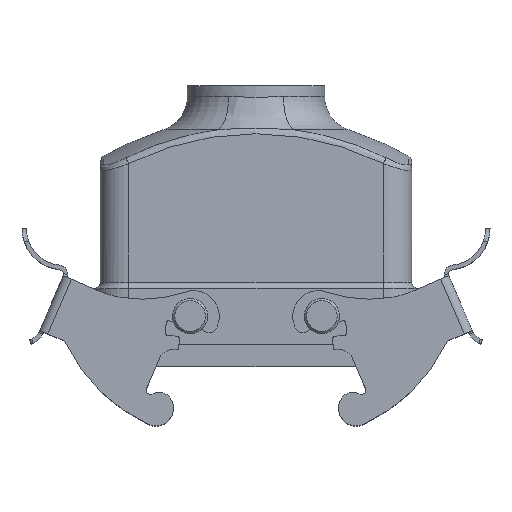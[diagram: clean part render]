
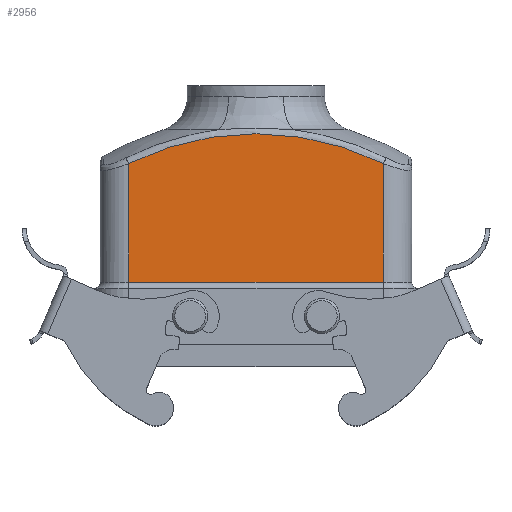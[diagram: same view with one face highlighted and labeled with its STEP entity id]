
A CAD part, top view. The second image highlights one B-rep face of the part: STEP entity #2956.
In plain terms, the highlighted planar face has unit normal (0, 0, 1).
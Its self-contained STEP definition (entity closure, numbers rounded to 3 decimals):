
#267 = VERTEX_POINT ( 'NONE', #1323 ) ;
#304 = VERTEX_POINT ( 'NONE', #1291 ) ;
#318 = VERTEX_POINT ( 'NONE', #1155 ) ;
#332 = VERTEX_POINT ( 'NONE', #1247 ) ;
#485 = FACE_OUTER_BOUND ( 'NONE', #2896, .T. ) ;
#1155 = CARTESIAN_POINT ( 'NONE',  ( -29., 41.248, 20.5 ) ) ;
#1247 = CARTESIAN_POINT ( 'NONE',  ( 29., 14.25, 20.5 ) ) ;
#1291 = CARTESIAN_POINT ( 'NONE',  ( -29., 14.25, 20.5 ) ) ;
#1323 = CARTESIAN_POINT ( 'NONE',  ( 29., 41.248, 20.5 ) ) ;
#2896 = EDGE_LOOP ( 'NONE', ( #3644, #3646, #3645, #3647 ) ) ;
#2956 = ADVANCED_FACE ( 'NONE', ( #485 ), #7053, .F. ) ;
#3644 = ORIENTED_EDGE ( 'NONE', *, *, #6917, .T. ) ;
#3645 = ORIENTED_EDGE ( 'NONE', *, *, #6920, .F. ) ;
#3646 = ORIENTED_EDGE ( 'NONE', *, *, #6919, .T. ) ;
#3647 = ORIENTED_EDGE ( 'NONE', *, *, #6921, .T. ) ;
#6020 = CARTESIAN_POINT ( 'NONE',  ( -29., 38.5, 20.5 ) ) ;
#6021 = DIRECTION ( 'NONE',  ( 0., -1., 0. ) ) ;
#6046 = CARTESIAN_POINT ( 'NONE',  ( 29., 14.25, 20.5 ) ) ;
#6047 = DIRECTION ( 'NONE',  ( 1., 0., 0. ) ) ;
#6048 = CARTESIAN_POINT ( 'NONE',  ( 29., 38.5, 20.5 ) ) ;
#6049 = DIRECTION ( 'NONE',  ( 0., -1., 0. ) ) ;
#6050 = CARTESIAN_POINT ( 'NONE',  ( 0., -17.252, 20.5 ) ) ;
#6051 = DIRECTION ( 'NONE',  ( 0., 0., 1. ) ) ;
#6052 = DIRECTION ( 'NONE',  ( -1., 0., 0. ) ) ;
#6917 = EDGE_CURVE ( 'NONE', #318, #304, #10700, .T. ) ;
#6919 = EDGE_CURVE ( 'NONE', #304, #332, #10701, .T. ) ;
#6920 = EDGE_CURVE ( 'NONE', #267, #332, #10702, .T. ) ;
#6921 = EDGE_CURVE ( 'NONE', #267, #318, #10624, .T. ) ;
#7053 = PLANE ( 'NONE',  #7893 ) ;
#7054 = CARTESIAN_POINT ( 'NONE',  ( 29., 38.5, 20.5 ) ) ;
#7055 = DIRECTION ( 'NONE',  ( 0., 0., -1. ) ) ;
#7056 = DIRECTION ( 'NONE',  ( -1., 0., 0. ) ) ;
#7893 = AXIS2_PLACEMENT_3D ( 'NONE', #7054, #7055, #7056 ) ;
#10622 = VECTOR ( 'NONE', #6021, 1000. ) ;
#10623 = VECTOR ( 'NONE', #6047, 1000. ) ;
#10624 = CIRCLE ( 'NONE', #10626, 65.294 ) ;
#10625 = VECTOR ( 'NONE', #6049, 1000. ) ;
#10626 = AXIS2_PLACEMENT_3D ( 'NONE', #6050, #6051, #6052 ) ;
#10700 = LINE ( 'NONE', #6020, #10622 ) ;
#10701 = LINE ( 'NONE', #6046, #10623 ) ;
#10702 = LINE ( 'NONE', #6048, #10625 ) ;
